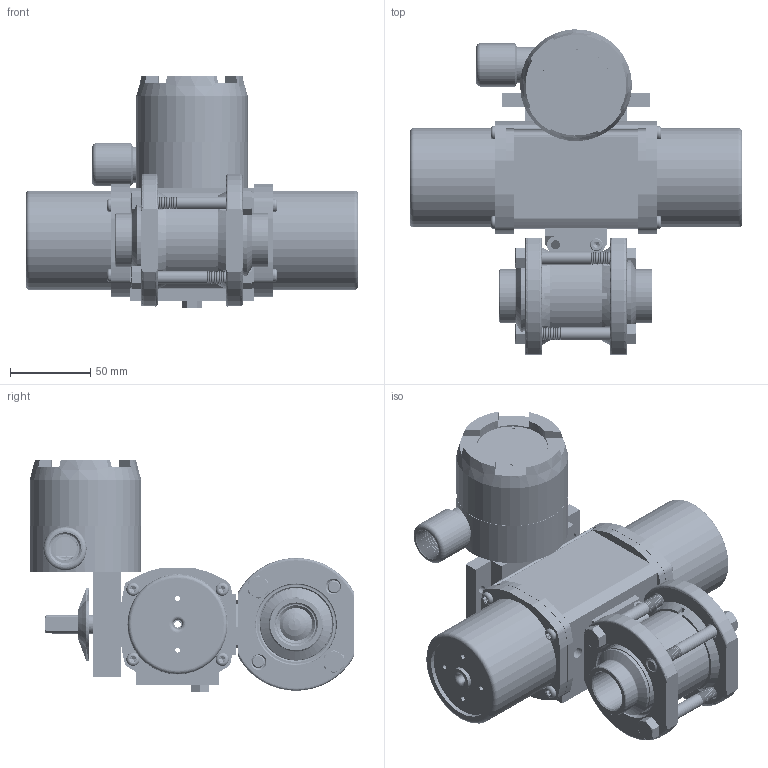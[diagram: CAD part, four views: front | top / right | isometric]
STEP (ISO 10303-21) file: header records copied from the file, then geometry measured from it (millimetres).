
FILE_DESCRIPTION (( 'STEP AP203' ), '1' );
FILE_NAME ('28XXTSWSA512SRLS.step', '2018-04-11T12:41:13', ( '' ), ( '' ), 'SwSTEP 2.0', 'SolidWorks 2017', '' );
FILE_SCHEMA (( 'CONFIG_CONTROL_DESIGN' ));
Products named in the file (1): 28XXTSWSA512SRLS
Bounding box: 206.38 x 201.99 x 144.65 mm (x, y, z)
Volume: 802701.4 mm3; surface area: 329444.1 mm2
Topology: 48 solids, 48 shells, 4399 faces, 11727 edges, 7426 vertices
Faces by surface type: cylinder 2338, cone 1131, plane 620, bspline 159, torus 149, sphere 2
Entity records: 207819 total; most frequent: CARTESIAN_POINT 104140, ORIENTED_EDGE 23222, DIRECTION 21082, EDGE_CURVE 11611, AXIS2_PLACEMENT_3D 8423, VERTEX_POINT 7422, EDGE_LOOP 4721, FACE_OUTER_BOUND 4399
